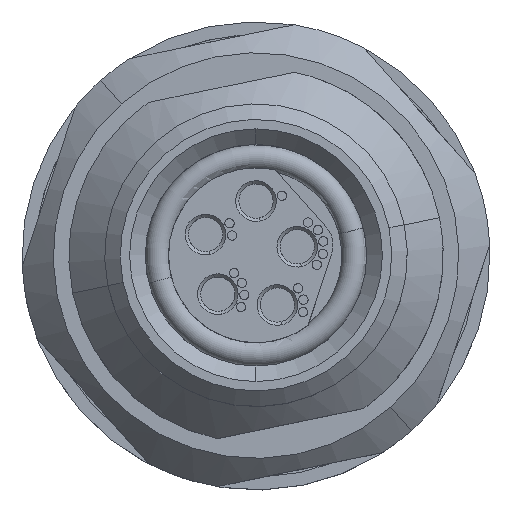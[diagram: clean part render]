
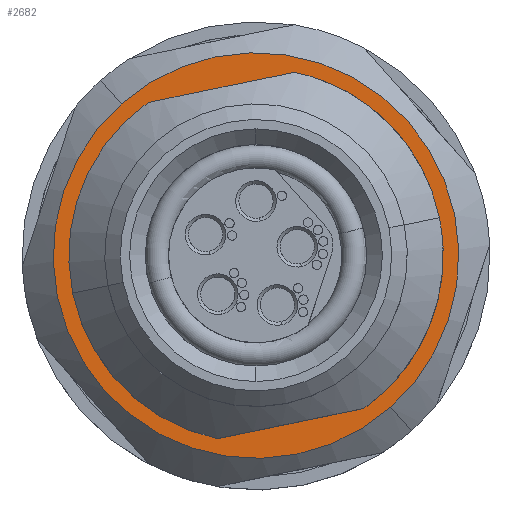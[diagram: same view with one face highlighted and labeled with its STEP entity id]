
A CAD part, top view. The second image highlights one B-rep face of the part: STEP entity #2682.
In plain terms, the highlighted planar face has unit normal (0, 0, 1).
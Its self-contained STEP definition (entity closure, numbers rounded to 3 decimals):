
#2529=AXIS2_PLACEMENT_3D('Circle Axis2P3D',#2527,#2528,$) ;
#2559=AXIS2_PLACEMENT_3D('Circle Axis2P3D',#2557,#2558,$) ;
#2626=AXIS2_PLACEMENT_3D('Plane Axis2P3D',#2623,#2624,#2625) ;
#2643=AXIS2_PLACEMENT_3D('Circle Axis2P3D',#2641,#2642,$) ;
#2650=AXIS2_PLACEMENT_3D('Circle Axis2P3D',#2648,#2649,$) ;
#2664=AXIS2_PLACEMENT_3D('Circle Axis2P3D',#2662,#2663,$) ;
#2671=AXIS2_PLACEMENT_3D('Circle Axis2P3D',#2669,#2670,$) ;
#2524=CARTESIAN_POINT('Vertex',(3.182,12.358,15.65)) ;
#2527=CARTESIAN_POINT('Axis2P3D Location',(7.5,7.5,15.65)) ;
#2531=CARTESIAN_POINT('Vertex',(11.818,2.642,15.65)) ;
#2557=CARTESIAN_POINT('Axis2P3D Location',(7.5,7.5,15.65)) ;
#2623=CARTESIAN_POINT('Axis2P3D Location',(5.666,9.563,15.65)) ;
#2632=CARTESIAN_POINT('Line Origine',(8.609,2.113,15.65)) ;
#2636=CARTESIAN_POINT('Vertex',(6.26,1.629,15.65)) ;
#2638=CARTESIAN_POINT('Vertex',(10.958,2.597,15.65)) ;
#2641=CARTESIAN_POINT('Axis2P3D Location',(7.5,7.5,15.65)) ;
#2645=CARTESIAN_POINT('Vertex',(1.623,6.29,15.65)) ;
#2648=CARTESIAN_POINT('Axis2P3D Location',(7.5,7.5,15.65)) ;
#2652=CARTESIAN_POINT('Vertex',(4.042,12.403,15.65)) ;
#2655=CARTESIAN_POINT('Line Origine',(6.391,12.887,15.65)) ;
#2659=CARTESIAN_POINT('Vertex',(8.74,13.371,15.65)) ;
#2662=CARTESIAN_POINT('Axis2P3D Location',(7.5,7.5,15.65)) ;
#2666=CARTESIAN_POINT('Vertex',(13.377,8.71,15.65)) ;
#2669=CARTESIAN_POINT('Axis2P3D Location',(7.5,7.5,15.65)) ;
#2528=DIRECTION('Axis2P3D Direction',(0.,0.,-1.)) ;
#2558=DIRECTION('Axis2P3D Direction',(0.,0.,-1.)) ;
#2624=DIRECTION('Axis2P3D Direction',(0.,0.,1.)) ;
#2625=DIRECTION('Axis2P3D XDirection',(0.747,0.664,0.)) ;
#2633=DIRECTION('Vector Direction',(0.979,0.202,0.)) ;
#2642=DIRECTION('Axis2P3D Direction',(0.,0.,1.)) ;
#2649=DIRECTION('Axis2P3D Direction',(0.,0.,1.)) ;
#2656=DIRECTION('Vector Direction',(-0.979,-0.202,0.)) ;
#2663=DIRECTION('Axis2P3D Direction',(0.,0.,1.)) ;
#2670=DIRECTION('Axis2P3D Direction',(0.,0.,1.)) ;
#2634=VECTOR('Line Direction',#2633,1.) ;
#2657=VECTOR('Line Direction',#2656,1.) ;
#2629=ORIENTED_EDGE('',*,*,#2533,.T.) ;
#2630=ORIENTED_EDGE('',*,*,#2561,.T.) ;
#2675=ORIENTED_EDGE('',*,*,#2640,.F.) ;
#2676=ORIENTED_EDGE('',*,*,#2647,.F.) ;
#2677=ORIENTED_EDGE('',*,*,#2654,.F.) ;
#2678=ORIENTED_EDGE('',*,*,#2661,.F.) ;
#2679=ORIENTED_EDGE('',*,*,#2668,.F.) ;
#2680=ORIENTED_EDGE('',*,*,#2673,.F.) ;
#2681=FACE_BOUND('',#2674,.T.) ;
#2682=ADVANCED_FACE('Hauptkoerper',(#2631,#2681),#2627,.T.) ;
#2530=CIRCLE('generated circle',#2529,6.5) ;
#2560=CIRCLE('generated circle',#2559,6.5) ;
#2644=CIRCLE('generated circle',#2643,6.) ;
#2651=CIRCLE('generated circle',#2650,6.) ;
#2665=CIRCLE('generated circle',#2664,6.) ;
#2672=CIRCLE('generated circle',#2671,6.) ;
#2533=EDGE_CURVE('',#2532,#2525,#2530,.F.) ;
#2561=EDGE_CURVE('',#2525,#2532,#2560,.F.) ;
#2640=EDGE_CURVE('',#2637,#2639,#2635,.T.) ;
#2647=EDGE_CURVE('',#2646,#2637,#2644,.T.) ;
#2654=EDGE_CURVE('',#2653,#2646,#2651,.T.) ;
#2661=EDGE_CURVE('',#2660,#2653,#2658,.T.) ;
#2668=EDGE_CURVE('',#2667,#2660,#2665,.T.) ;
#2673=EDGE_CURVE('',#2639,#2667,#2672,.T.) ;
#2628=EDGE_LOOP('',(#2629,#2630)) ;
#2674=EDGE_LOOP('',(#2675,#2676,#2677,#2678,#2679,#2680)) ;
#2631=FACE_OUTER_BOUND('',#2628,.T.) ;
#2635=LINE('Line',#2632,#2634) ;
#2658=LINE('Line',#2655,#2657) ;
#2627=PLANE('',#2626) ;
#2525=VERTEX_POINT('',#2524) ;
#2532=VERTEX_POINT('',#2531) ;
#2637=VERTEX_POINT('',#2636) ;
#2639=VERTEX_POINT('',#2638) ;
#2646=VERTEX_POINT('',#2645) ;
#2653=VERTEX_POINT('',#2652) ;
#2660=VERTEX_POINT('',#2659) ;
#2667=VERTEX_POINT('',#2666) ;
